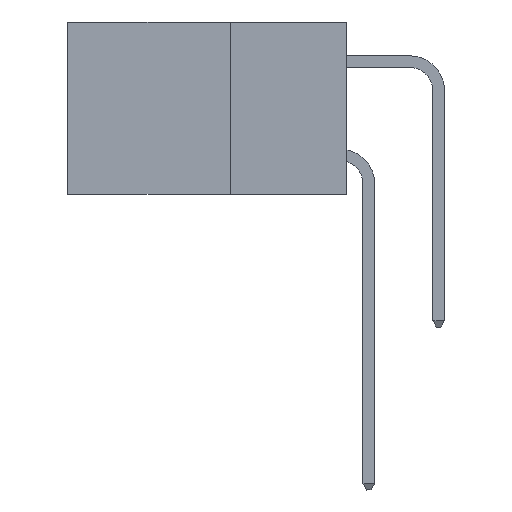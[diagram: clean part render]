
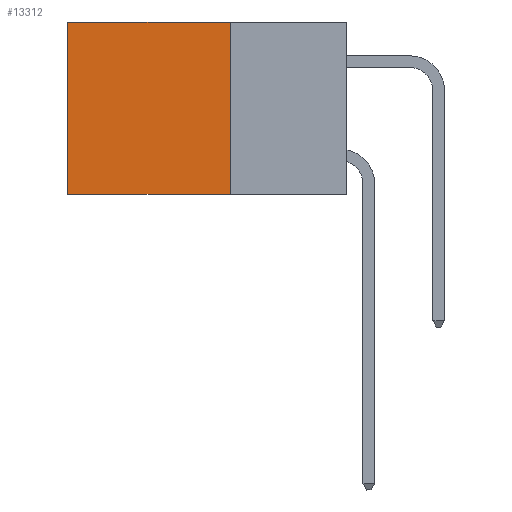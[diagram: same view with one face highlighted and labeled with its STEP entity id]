
A CAD part, left-side view. The second image highlights one B-rep face of the part: STEP entity #13312.
In plain terms, the highlighted planar face has unit normal (-1, 0, 0).
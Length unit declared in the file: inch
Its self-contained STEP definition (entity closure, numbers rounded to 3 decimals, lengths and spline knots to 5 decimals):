
#284 = CARTESIAN_POINT ( 'NONE',  ( 0.2875, 0.25, 0. ) ) ;
#1257 = LINE ( 'NONE', #2615, #12944 ) ;
#1877 = AXIS2_PLACEMENT_3D ( 'NONE', #5436, #9240, #12726 ) ;
#1973 = FACE_OUTER_BOUND ( 'NONE', #13424, .T. ) ;
#2195 = VERTEX_POINT ( 'NONE', #13305 ) ;
#2436 = DIRECTION ( 'NONE',  ( 0., 1., 0. ) ) ;
#2615 = CARTESIAN_POINT ( 'NONE',  ( 0.2875, 0.25, 0. ) ) ;
#2789 = VECTOR ( 'NONE', #7055, 39.37008 ) ;
#3348 = VERTEX_POINT ( 'NONE', #13805 ) ;
#3900 = VECTOR ( 'NONE', #2436, 39.37008 ) ;
#5436 = CARTESIAN_POINT ( 'NONE',  ( 0.2875, 0.25, 0. ) ) ;
#6330 = VERTEX_POINT ( 'NONE', #7661 ) ;
#6739 = ORIENTED_EDGE ( 'NONE', *, *, #7171, .T. ) ;
#7044 = ORIENTED_EDGE ( 'NONE', *, *, #13974, .F. ) ;
#7055 = DIRECTION ( 'NONE',  ( 0., 1., 0. ) ) ;
#7088 = LINE ( 'NONE', #11761, #3900 ) ;
#7171 = EDGE_CURVE ( 'NONE', #6330, #3348, #13559, .T. ) ;
#7200 = DIRECTION ( 'NONE',  ( 0., 0., -1. ) ) ;
#7232 = EDGE_CURVE ( 'NONE', #2195, #6330, #8045, .T. ) ;
#7661 = CARTESIAN_POINT ( 'NONE',  ( 0.2875, 0.6, 0. ) ) ;
#7959 = CARTESIAN_POINT ( 'NONE',  ( 0.2875, 0.25, -0.37 ) ) ;
#8045 = LINE ( 'NONE', #284, #2789 ) ;
#9240 = DIRECTION ( 'NONE',  ( 1., 0., 0. ) ) ;
#9382 = EDGE_CURVE ( 'NONE', #13834, #3348, #7088, .T. ) ;
#10141 = CARTESIAN_POINT ( 'NONE',  ( 0.2875, 0.6, 0. ) ) ;
#11761 = CARTESIAN_POINT ( 'NONE',  ( 0.2875, 0.25, -0.37 ) ) ;
#12270 = ORIENTED_EDGE ( 'NONE', *, *, #7232, .T. ) ;
#12288 = PLANE ( 'NONE',  #1877 ) ;
#12726 = DIRECTION ( 'NONE',  ( 0., 0., -1. ) ) ;
#12944 = VECTOR ( 'NONE', #7200, 39.37008 ) ;
#13305 = CARTESIAN_POINT ( 'NONE',  ( 0.2875, 0.25, 0. ) ) ;
#13312 = ADVANCED_FACE ( 'NONE', ( #1973 ), #12288, .F. ) ;
#13424 = EDGE_LOOP ( 'NONE', ( #6739, #13713, #7044, #12270 ) ) ;
#13559 = LINE ( 'NONE', #10141, #14830 ) ;
#13713 = ORIENTED_EDGE ( 'NONE', *, *, #9382, .F. ) ;
#13805 = CARTESIAN_POINT ( 'NONE',  ( 0.2875, 0.6, -0.37 ) ) ;
#13834 = VERTEX_POINT ( 'NONE', #7959 ) ;
#13974 = EDGE_CURVE ( 'NONE', #2195, #13834, #1257, .T. ) ;
#14546 = DIRECTION ( 'NONE',  ( 0., 0., -1. ) ) ;
#14830 = VECTOR ( 'NONE', #14546, 39.37008 ) ;
